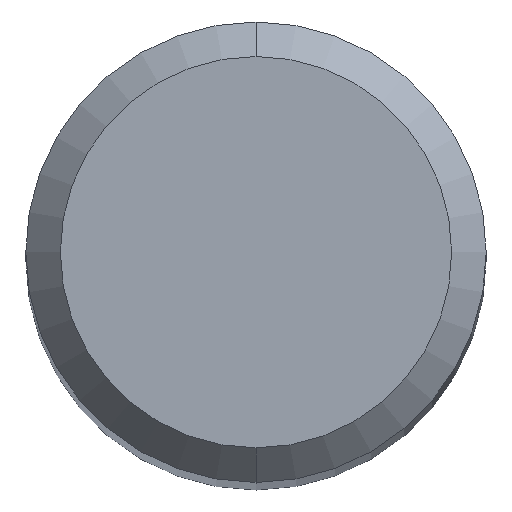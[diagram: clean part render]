
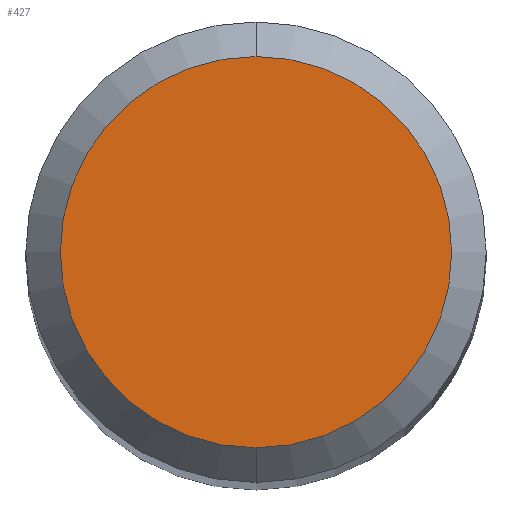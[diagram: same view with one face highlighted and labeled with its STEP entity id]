
A CAD part, top view. The second image highlights one B-rep face of the part: STEP entity #427.
In plain terms, the highlighted planar face has unit normal (0, 0, 1).
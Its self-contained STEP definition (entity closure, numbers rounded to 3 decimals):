
#427=ADVANCED_FACE('',(#1182),#1183,.T.);
#669=VERTEX_POINT('',#1447);
#703=EDGE_CURVE('',#669,#733,#1484,.T.);
#733=VERTEX_POINT('',#1518);
#939=EDGE_CURVE('',#733,#669,#1739,.T.);
#1182=FACE_OUTER_BOUND('',#2088,.T.);
#1183=PLANE('',#2089);
#1447=CARTESIAN_POINT('',(0.0,1.7,0.0));
#1484=CIRCLE('',#3125,1.7);
#1518=CARTESIAN_POINT('',(0.,-1.7,0.0));
#1739=CIRCLE('',#4253,1.7);
#2088=EDGE_LOOP('',(#5195,#5196));
#2089=AXIS2_PLACEMENT_3D('',#5197,#5198,#5199);
#3125=AXIS2_PLACEMENT_3D('',#5504,#5505,#5506);
#4253=AXIS2_PLACEMENT_3D('',#5750,#5751,#5752);
#5195=ORIENTED_EDGE('',*,*,#703,.F.);
#5196=ORIENTED_EDGE('',*,*,#939,.F.);
#5197=CARTESIAN_POINT('',(0.0,0.85,0.0));
#5198=DIRECTION('',(-0.0,0.0,1.0));
#5199=DIRECTION('',(0.0,-1.0,0.0));
#5504=CARTESIAN_POINT('',(0.0,0.0,0.0));
#5505=DIRECTION('',(0.0,0.0,-1.0));
#5506=DIRECTION('',(0.0,1.0,0.0));
#5750=CARTESIAN_POINT('',(0.0,0.0,0.0));
#5751=DIRECTION('',(0.0,0.0,-1.0));
#5752=DIRECTION('',(0.0,1.0,0.0));
